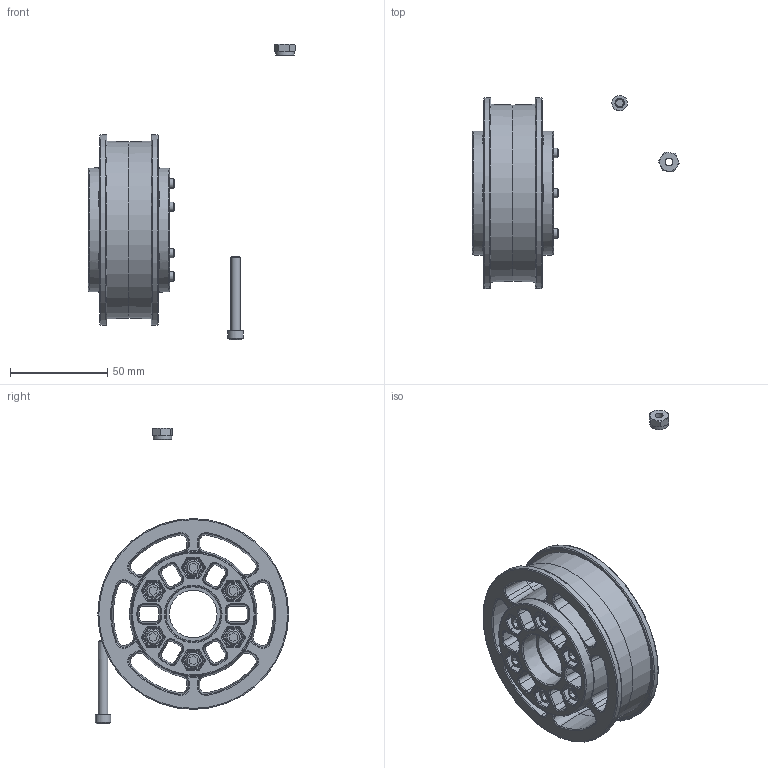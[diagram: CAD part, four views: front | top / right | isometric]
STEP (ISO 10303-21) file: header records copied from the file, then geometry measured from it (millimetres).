
FILE_DESCRIPTION( ( 'Unknown' ), '1' );
FILE_NAME( '4MW_asm.stp', 'Unknown', ( 'Unknown' ), ( 'Unknown' ), 'XStep 1.0', 'Unknown', ' ' );
FILE_SCHEMA( ( 'CONFIG_CONTROL_DESIGN' ) );
Length unit declared in the file: millimetre
Products named in the file (4): Assem1; 4MW_d01; 10-32_nylock_nut; 10-32x1500_shcs
Bounding box: 106.42 x 99.34 x 152.09 mm (x, y, z)
Volume: 205071.7 mm3; surface area: 101133 mm2
Topology: 17 solids, 17 shells, 1801 faces, 4127 edges, 2404 vertices
Faces by surface type: cylinder 433, plane 360, torus 318, cone 282, bspline 216, sphere 192
Full cylindrical faces by diameter (mm): 4.039 x7, 4.826 x7, 7.938 x7, 9.525 x7, 24.486 x3, 95.504 x3, 98.044 x3
Entity records: 17458 total; most frequent: CARTESIAN_POINT 4906, DIRECTION 2862, ORIENTED_EDGE 2402, AXIS2_PLACEMENT_3D 1227, EDGE_CURVE 1201, VERTEX_POINT 715, CIRCLE 661, EDGE_LOOP 650
